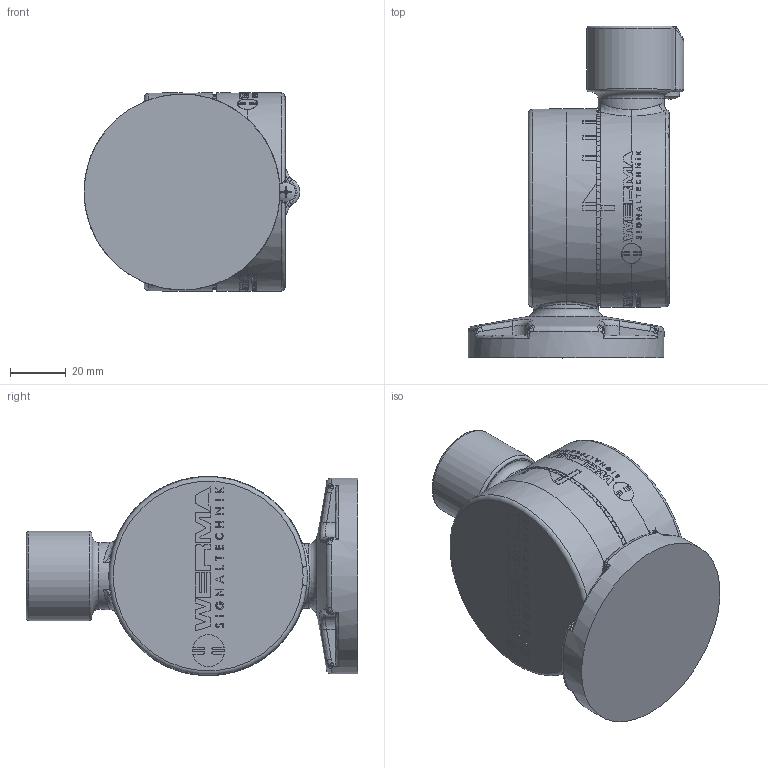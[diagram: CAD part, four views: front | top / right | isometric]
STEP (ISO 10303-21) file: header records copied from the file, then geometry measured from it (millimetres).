
FILE_DESCRIPTION(/* description */ ('Customer part'),/* implementation_level */ '2;1');
FILE_NAME(/* name */ '800000010040_PRT_000.step',/* time_stamp */ '2018-07-16T18:22:10+02:00',/* author */ ('IMPORT'),/* organization */ ('WERMA Signaltechnik GmbH+Co.KG'),/* preprocessor_version */ 'ST-DEVELOPER v17',/* originating_system */ 'Autodesk Inventor 2018',/* authorisation */ 'public');
FILE_SCHEMA (('AUTOMOTIVE_DESIGN { 1 0 10303 214 3 1 1 }'));
Products named in the file (1): 800000010040
Bounding box: 77.1 x 118.5 x 71.1 mm (x, y, z)
Volume: 275987.7 mm3; surface area: 44741.5 mm2
Topology: 2 solids, 20 shells, 1565 faces, 4192 edges, 2783 vertices
Faces by surface type: plane 875, bspline 265, cylinder 198, cone 197, torus 27, sphere 3
Full cylindrical faces by diameter (mm): 4 x3, 7 x3, 52.6 x1, 65.8 x1, 70 x1
Entity records: 59355 total; most frequent: CARTESIAN_POINT 18503, ORIENTED_EDGE 8382, DIRECTION 8161, EDGE_CURVE 4191, AXIS2_PLACEMENT_3D 3063, VERTEX_POINT 2783, LINE 2035, VECTOR 2035
